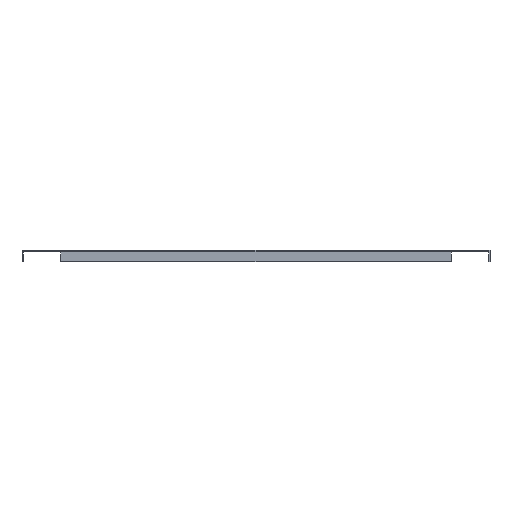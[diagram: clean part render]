
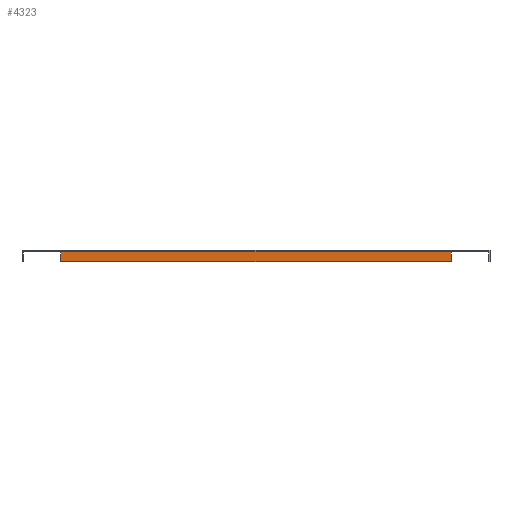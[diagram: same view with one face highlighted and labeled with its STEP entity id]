
A CAD part, front view. The second image highlights one B-rep face of the part: STEP entity #4323.
In plain terms, the highlighted planar face has unit normal (0, -1, 0).
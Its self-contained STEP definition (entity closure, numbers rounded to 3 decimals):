
#52 = CARTESIAN_POINT ( 'NONE',  ( 105., 15., -2.5 ) ) ;
#161 = EDGE_CURVE ( 'NONE', #939, #1992, #3535, .T. ) ;
#207 = VERTEX_POINT ( 'NONE', #3660 ) ;
#302 = CARTESIAN_POINT ( 'NONE',  ( 35., 15., 0. ) ) ;
#345 = DIRECTION ( 'NONE',  ( 0., 0., 1. ) ) ;
#401 = EDGE_CURVE ( 'NONE', #4810, #2810, #1462, .T. ) ;
#534 = LINE ( 'NONE', #2931, #3183 ) ;
#611 = ORIENTED_EDGE ( 'NONE', *, *, #3695, .F. ) ;
#674 = LINE ( 'NONE', #302, #2120 ) ;
#822 = CARTESIAN_POINT ( 'NONE',  ( 35., 15., -2.5 ) ) ;
#832 = CARTESIAN_POINT ( 'NONE',  ( 68.5, 15., -22.5 ) ) ;
#876 = CARTESIAN_POINT ( 'NONE',  ( 105., 15., -20. ) ) ;
#930 = LINE ( 'NONE', #2535, #5070 ) ;
#939 = VERTEX_POINT ( 'NONE', #5140 ) ;
#1101 = DIRECTION ( 'NONE',  ( 1., 0., 0. ) ) ;
#1149 = EDGE_CURVE ( 'NONE', #207, #3820, #534, .T. ) ;
#1194 = VERTEX_POINT ( 'NONE', #3829 ) ;
#1317 = VERTEX_POINT ( 'NONE', #5046 ) ;
#1462 = LINE ( 'NONE', #3061, #1923 ) ;
#1521 = DIRECTION ( 'NONE',  ( 0., -1., 0. ) ) ;
#1598 = LINE ( 'NONE', #822, #4563 ) ;
#1607 = DIRECTION ( 'NONE',  ( 0., 0., 1. ) ) ;
#1671 = CARTESIAN_POINT ( 'NONE',  ( 810., 15., -2.5 ) ) ;
#1783 = ORIENTED_EDGE ( 'NONE', *, *, #3918, .T. ) ;
#1923 = VECTOR ( 'NONE', #4679, 1000. ) ;
#1960 = VECTOR ( 'NONE', #3850, 1000. ) ;
#1992 = VERTEX_POINT ( 'NONE', #4875 ) ;
#2120 = VECTOR ( 'NONE', #5028, 1000. ) ;
#2130 = DIRECTION ( 'NONE',  ( 0., 0., 1. ) ) ;
#2167 = DIRECTION ( 'NONE',  ( 1., 0., 0. ) ) ;
#2228 = ORIENTED_EDGE ( 'NONE', *, *, #161, .T. ) ;
#2356 = DIRECTION ( 'NONE',  ( 1., 0., 0. ) ) ;
#2414 = EDGE_CURVE ( 'NONE', #1317, #1194, #2850, .T. ) ;
#2420 = ORIENTED_EDGE ( 'NONE', *, *, #2414, .F. ) ;
#2429 = ORIENTED_EDGE ( 'NONE', *, *, #1149, .T. ) ;
#2535 = CARTESIAN_POINT ( 'NONE',  ( 35., 15., -2.5 ) ) ;
#2647 = ORIENTED_EDGE ( 'NONE', *, *, #3768, .T. ) ;
#2694 = FACE_OUTER_BOUND ( 'NONE', #3556, .T. ) ;
#2810 = VERTEX_POINT ( 'NONE', #52 ) ;
#2850 = LINE ( 'NONE', #832, #4304 ) ;
#2931 = CARTESIAN_POINT ( 'NONE',  ( 810., 15., -20. ) ) ;
#3061 = CARTESIAN_POINT ( 'NONE',  ( 105., 15., -20. ) ) ;
#3183 = VECTOR ( 'NONE', #2130, 1000. ) ;
#3342 = ORIENTED_EDGE ( 'NONE', *, *, #401, .F. ) ;
#3535 = LINE ( 'NONE', #4760, #4786 ) ;
#3556 = EDGE_LOOP ( 'NONE', ( #2228, #611, #2420, #2647, #3342, #5052, #2429, #1783 ) ) ;
#3591 = PLANE ( 'NONE',  #5158 ) ;
#3660 = CARTESIAN_POINT ( 'NONE',  ( 810., 15., -20. ) ) ;
#3695 = EDGE_CURVE ( 'NONE', #1194, #1992, #674, .T. ) ;
#3768 = EDGE_CURVE ( 'NONE', #1317, #2810, #1598, .T. ) ;
#3820 = VERTEX_POINT ( 'NONE', #1671 ) ;
#3829 = CARTESIAN_POINT ( 'NONE',  ( 68.5, 15., 0. ) ) ;
#3850 = DIRECTION ( 'NONE',  ( -1., 0., 0. ) ) ;
#3918 = EDGE_CURVE ( 'NONE', #3820, #939, #930, .T. ) ;
#4171 = CARTESIAN_POINT ( 'NONE',  ( 105., 15., -20. ) ) ;
#4304 = VECTOR ( 'NONE', #1607, 1000. ) ;
#4323 = ADVANCED_FACE ( 'NONE', ( #2694 ), #3591, .T. ) ;
#4563 = VECTOR ( 'NONE', #2356, 1000. ) ;
#4582 = EDGE_CURVE ( 'NONE', #207, #4810, #4660, .T. ) ;
#4660 = LINE ( 'NONE', #4171, #1960 ) ;
#4679 = DIRECTION ( 'NONE',  ( 0., 0., 1. ) ) ;
#4760 = CARTESIAN_POINT ( 'NONE',  ( 846.5, 15., -22.5 ) ) ;
#4786 = VECTOR ( 'NONE', #345, 1000. ) ;
#4810 = VERTEX_POINT ( 'NONE', #876 ) ;
#4875 = CARTESIAN_POINT ( 'NONE',  ( 846.5, 15., 0. ) ) ;
#5028 = DIRECTION ( 'NONE',  ( 1., 0., 0. ) ) ;
#5046 = CARTESIAN_POINT ( 'NONE',  ( 68.5, 15., -2.5 ) ) ;
#5052 = ORIENTED_EDGE ( 'NONE', *, *, #4582, .F. ) ;
#5070 = VECTOR ( 'NONE', #2167, 1000. ) ;
#5131 = CARTESIAN_POINT ( 'NONE',  ( 35., 15., -2.5 ) ) ;
#5140 = CARTESIAN_POINT ( 'NONE',  ( 846.5, 15., -2.5 ) ) ;
#5158 = AXIS2_PLACEMENT_3D ( 'NONE', #5131, #1521, #1101 ) ;
